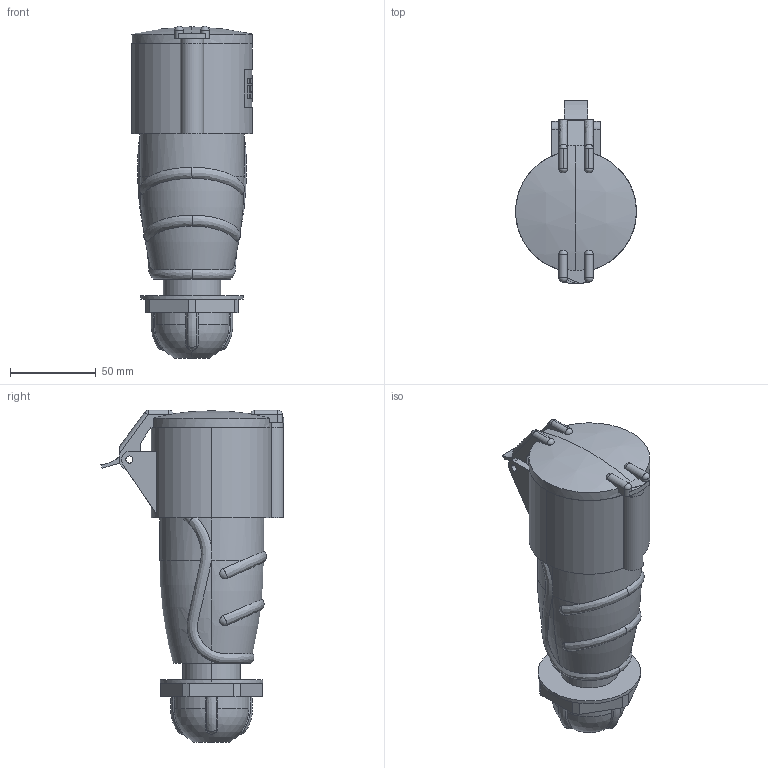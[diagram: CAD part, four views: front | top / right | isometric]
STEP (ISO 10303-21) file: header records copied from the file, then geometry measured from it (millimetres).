
FILE_DESCRIPTION (( 'STEP AP214' ), '1' );
FILE_NAME ('PSN22-032-5 MAGNUM Ðîçåòêà ïåðåíîñ. ÑÑÈ-225 32À-6÷ 380Â 3P+PE+N IP44 IEK1.STEP', '2025-09-02T12:34:51', ( '' ), ( '' ), 'SwSTEP 2.0', 'SolidWorks 2022', '' );
FILE_SCHEMA (( 'AUTOMOTIVE_DESIGN' ));
Length unit declared in the file: millimetre
Products named in the file (1): PSN22-032-5 MAGNUM Розетка перенос. ССИ-225 32А-6ч 380В 3P+PE+N IP44 IEK1
Bounding box: 70.6 x 107.19 x 193.96 mm (x, y, z)
Volume: 283892.6 mm3; surface area: 109714 mm2
Topology: 12 solids, 12 shells, 736 faces, 1891 edges, 1225 vertices
Faces by surface type: plane 395, cylinder 215, bspline 55, cone 43, sphere 18, torus 10
Entity records: 37947 total; most frequent: CARTESIAN_POINT 20180, ORIENTED_EDGE 3726, DIRECTION 3508, EDGE_CURVE 1863, VERTEX_POINT 1223, AXIS2_PLACEMENT_3D 1218, LINE 1072, VECTOR 1072
